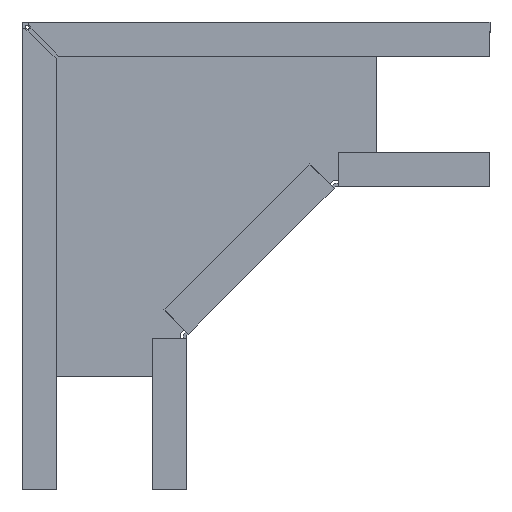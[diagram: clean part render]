
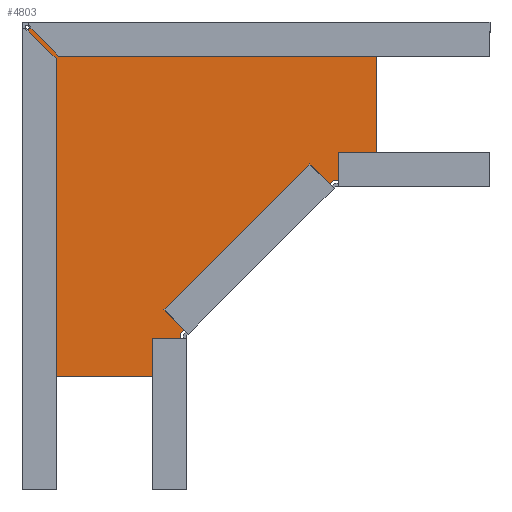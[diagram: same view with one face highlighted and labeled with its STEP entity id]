
A CAD part, front view. The second image highlights one B-rep face of the part: STEP entity #4803.
In plain terms, the highlighted planar face has unit normal (0, -1, 0).
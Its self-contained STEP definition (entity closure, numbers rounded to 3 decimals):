
#200 = LINE ( 'NONE', #8698, #945 ) ;
#253 = FACE_OUTER_BOUND ( 'NONE', #6170, .T. ) ;
#880 = ORIENTED_EDGE ( 'NONE', *, *, #1842, .T. ) ;
#945 = VECTOR ( 'NONE', #8092, 1000. ) ;
#1056 = AXIS2_PLACEMENT_3D ( 'NONE', #2550, #5274, #5240 ) ;
#1425 = CARTESIAN_POINT ( 'NONE',  ( 0., -1.5, 0. ) ) ;
#1472 = LINE ( 'NONE', #1425, #7320 ) ;
#1473 = CARTESIAN_POINT ( 'NONE',  ( 98.5, -1.5, -49. ) ) ;
#1821 = VECTOR ( 'NONE', #1836, 1000. ) ;
#1836 = DIRECTION ( 'NONE',  ( 0., 0., 1. ) ) ;
#1842 = EDGE_CURVE ( 'NONE', #4208, #4362, #3361, .T. ) ;
#1857 = LINE ( 'NONE', #2509, #6859 ) ;
#1892 = DIRECTION ( 'NONE',  ( 0.707, 0., 0.707 ) ) ;
#2066 = CARTESIAN_POINT ( 'NONE',  ( 49., -1.5, -112.5 ) ) ;
#2326 = EDGE_CURVE ( 'NONE', #3962, #5765, #200, .T. ) ;
#2506 = CARTESIAN_POINT ( 'NONE',  ( 49., -1.5, 0. ) ) ;
#2509 = CARTESIAN_POINT ( 'NONE',  ( 49., -1.5, -98.5 ) ) ;
#2550 = CARTESIAN_POINT ( 'NONE',  ( 0., -1.5, 0. ) ) ;
#3323 = CARTESIAN_POINT ( 'NONE',  ( 112.5, -1.5, 0. ) ) ;
#3361 = LINE ( 'NONE', #6943, #7789 ) ;
#3455 = DIRECTION ( 'NONE',  ( 0., 0., -1. ) ) ;
#3602 = EDGE_CURVE ( 'NONE', #7854, #4208, #1472, .T. ) ;
#3733 = VERTEX_POINT ( 'NONE', #8283 ) ;
#3813 = LINE ( 'NONE', #4875, #4019 ) ;
#3962 = VERTEX_POINT ( 'NONE', #4712 ) ;
#4019 = VECTOR ( 'NONE', #8290, 1000. ) ;
#4208 = VERTEX_POINT ( 'NONE', #6646 ) ;
#4302 = DIRECTION ( 'NONE',  ( 1., 0., 0. ) ) ;
#4362 = VERTEX_POINT ( 'NONE', #2066 ) ;
#4557 = EDGE_CURVE ( 'NONE', #5765, #7854, #5509, .T. ) ;
#4712 = CARTESIAN_POINT ( 'NONE',  ( 112.5, -1.5, -49. ) ) ;
#4803 = ADVANCED_FACE ( 'NONE', ( #253 ), #8563, .T. ) ;
#4872 = VECTOR ( 'NONE', #7617, 1000. ) ;
#4875 = CARTESIAN_POINT ( 'NONE',  ( 0., -1.5, -49. ) ) ;
#5055 = LINE ( 'NONE', #2506, #1821 ) ;
#5240 = DIRECTION ( 'NONE',  ( 0., 0., -1. ) ) ;
#5274 = DIRECTION ( 'NONE',  ( 0., -1., 0. ) ) ;
#5346 = ORIENTED_EDGE ( 'NONE', *, *, #2326, .T. ) ;
#5373 = EDGE_CURVE ( 'NONE', #4362, #3733, #5055, .T. ) ;
#5509 = LINE ( 'NONE', #8175, #4872 ) ;
#5586 = ORIENTED_EDGE ( 'NONE', *, *, #5373, .T. ) ;
#5765 = VERTEX_POINT ( 'NONE', #3323 ) ;
#6056 = CARTESIAN_POINT ( 'NONE',  ( 0., -1.5, 0. ) ) ;
#6162 = EDGE_CURVE ( 'NONE', #3733, #6408, #1857, .T. ) ;
#6170 = EDGE_LOOP ( 'NONE', ( #7028, #5346, #7285, #8305, #880, #5586, #6997 ) ) ;
#6408 = VERTEX_POINT ( 'NONE', #1473 ) ;
#6646 = CARTESIAN_POINT ( 'NONE',  ( 0., -1.5, -112.5 ) ) ;
#6859 = VECTOR ( 'NONE', #1892, 1000. ) ;
#6943 = CARTESIAN_POINT ( 'NONE',  ( 0., -1.5, -112.5 ) ) ;
#6997 = ORIENTED_EDGE ( 'NONE', *, *, #6162, .T. ) ;
#7028 = ORIENTED_EDGE ( 'NONE', *, *, #8648, .T. ) ;
#7285 = ORIENTED_EDGE ( 'NONE', *, *, #4557, .T. ) ;
#7320 = VECTOR ( 'NONE', #3455, 1000. ) ;
#7617 = DIRECTION ( 'NONE',  ( -1., 0., 0. ) ) ;
#7789 = VECTOR ( 'NONE', #4302, 1000. ) ;
#7854 = VERTEX_POINT ( 'NONE', #6056 ) ;
#8092 = DIRECTION ( 'NONE',  ( 0., 0., 1. ) ) ;
#8175 = CARTESIAN_POINT ( 'NONE',  ( 0., -1.5, 0. ) ) ;
#8283 = CARTESIAN_POINT ( 'NONE',  ( 49., -1.5, -98.5 ) ) ;
#8290 = DIRECTION ( 'NONE',  ( 1., 0., 0. ) ) ;
#8305 = ORIENTED_EDGE ( 'NONE', *, *, #3602, .T. ) ;
#8563 = PLANE ( 'NONE',  #1056 ) ;
#8648 = EDGE_CURVE ( 'NONE', #6408, #3962, #3813, .T. ) ;
#8698 = CARTESIAN_POINT ( 'NONE',  ( 112.5, -1.5, 0. ) ) ;
